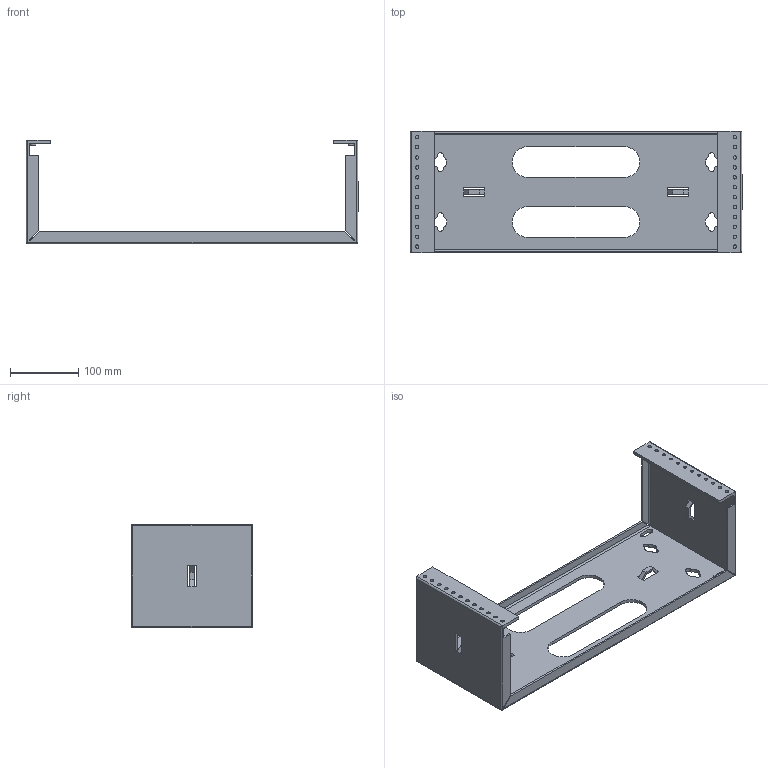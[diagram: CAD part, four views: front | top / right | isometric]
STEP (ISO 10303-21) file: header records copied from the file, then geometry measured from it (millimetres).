
FILE_DESCRIPTION (( 'STEP AP214' ), '1' );
FILE_NAME ('RP00003-4.STEP', '2018-11-26T19:45:23', ( '' ), ( '' ), 'SwSTEP 2.0', 'SolidWorks 2017', '' );
FILE_SCHEMA (( 'AUTOMOTIVE_DESIGN' ));
Length unit declared in the file: inch
Products named in the file (1): RP00003-4
Bounding box: 486 x 178 x 152 mm (x, y, z)
Volume: 676693.6 mm3; surface area: 317158.3 mm2
Topology: 1 solids, 1 shells, 398 faces, 1072 edges, 664 vertices
Faces by surface type: cylinder 176, plane 146, torus 48, bspline 24, sphere 4
Entity records: 15788 total; most frequent: CARTESIAN_POINT 3637, DIRECTION 2262, ORIENTED_EDGE 2136, EDGE_CURVE 1068, AXIS2_PLACEMENT_3D 855, VERTEX_POINT 664, VECTOR 552, LINE 552
